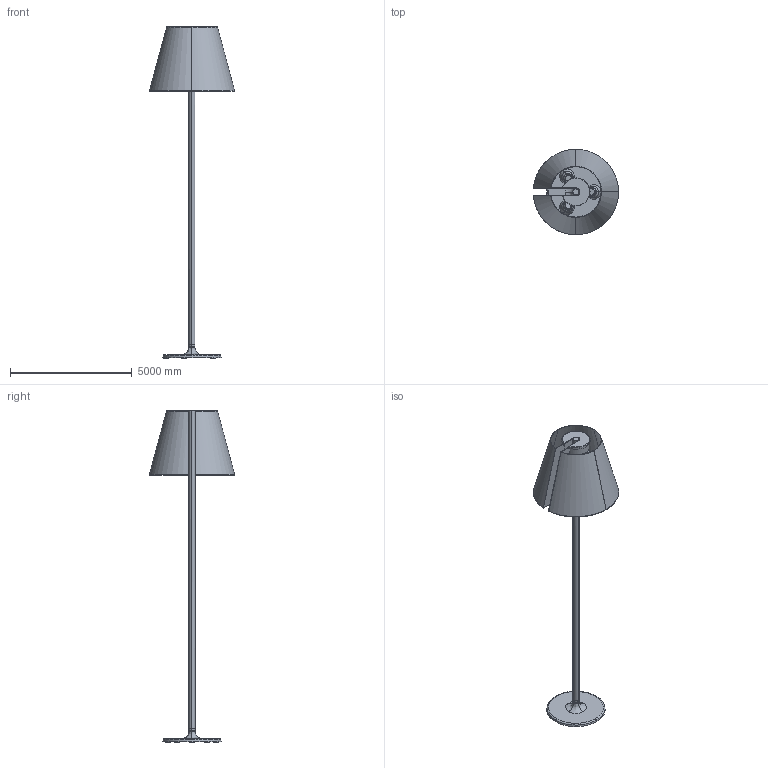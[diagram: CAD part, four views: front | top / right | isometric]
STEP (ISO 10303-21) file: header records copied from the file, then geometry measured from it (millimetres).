
FILE_DESCRIPTION(/* description */ (''),/* implementation_level */ '2;1');
FILE_NAME(/* name */ 'Melampo_Terra_3D',/* time_stamp */ '2012-02-06T11:02:43+01:00',/* author */ (''),/* organization */ (''),/* preprocessor_version */ 'ST-DEVELOPER v10',/* originating_system */ '',/* authorisation */ '');
FILE_SCHEMA (('CONFIG_CONTROL_DESIGN'));
Length unit declared in the file: centimetre
Products named in the file (1): 1
Bounding box: 3497.89 x 3503.99 x 13647 mm (x, y, z)
Volume: 2530057355.4 mm3; surface area: 95808032.1 mm2
Topology: 7 solids, 7 shells, 179 faces, 424 edges, 253 vertices
Faces by surface type: bspline 150, plane 29
Entity records: 6086 total; most frequent: CARTESIAN_POINT 3740, ORIENTED_EDGE 824, EDGE_CURVE 412, VERTEX_POINT 253, EDGE_LOOP 187, ADVANCED_FACE 179, FACE_OUTER_BOUND 179, B_SPLINE_CURVE_WITH_KNOTS 113
